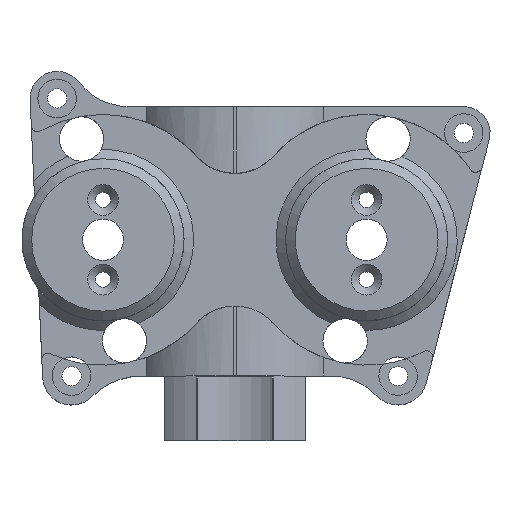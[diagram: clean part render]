
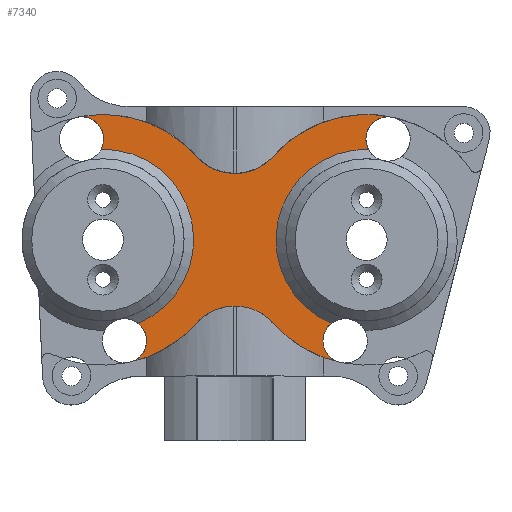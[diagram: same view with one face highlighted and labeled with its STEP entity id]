
A CAD part, top view. The second image highlights one B-rep face of the part: STEP entity #7340.
In plain terms, the highlighted planar face has unit normal (0, 0, 1).
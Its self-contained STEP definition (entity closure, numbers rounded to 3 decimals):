
#869=PLANE('',#7697);
#1241=FACE_OUTER_BOUND('',#1673,.T.);
#1673=EDGE_LOOP('',(#6755,#6756,#6757,#6758,#6759,#6760,#6761,#6762,#6763,
#6764,#6765,#6766,#6767,#6768));
#2766=CIRCLE('',#7542,14.1);
#2767=CIRCLE('',#7544,14.1);
#2774=CIRCLE('',#7568,19.5);
#2780=CIRCLE('',#7575,8.);
#2783=CIRCLE('',#7579,19.5);
#2790=CIRCLE('',#7589,19.5);
#2792=CIRCLE('',#7592,8.);
#2794=CIRCLE('',#7595,19.5);
#2837=CIRCLE('',#7669,3.45);
#2841=CIRCLE('',#7677,3.45);
#2843=CIRCLE('',#7679,3.45);
#2845=CIRCLE('',#7682,3.45);
#2849=CIRCLE('',#7690,3.45);
#2851=CIRCLE('',#7692,3.45);
#3398=VERTEX_POINT('',#13655);
#3399=VERTEX_POINT('',#13664);
#3400=VERTEX_POINT('',#13675);
#3401=VERTEX_POINT('',#13684);
#3446=VERTEX_POINT('',#14275);
#3447=VERTEX_POINT('',#14277);
#3458=VERTEX_POINT('',#14311);
#3463=VERTEX_POINT('',#14332);
#3505=VERTEX_POINT('',#14871);
#3506=VERTEX_POINT('',#14873);
#3508=VERTEX_POINT('',#14879);
#3510=VERTEX_POINT('',#14885);
#3588=VERTEX_POINT('',#15278);
#3592=VERTEX_POINT('',#15299);
#4375=EDGE_CURVE('',#3398,#3399,#2766,.T.);
#4378=EDGE_CURVE('',#3400,#3401,#2767,.T.);
#4452=EDGE_CURVE('',#3447,#3446,#2774,.T.);
#4466=EDGE_CURVE('',#3446,#3458,#2780,.T.);
#4472=EDGE_CURVE('',#3458,#3463,#2783,.T.);
#4531=EDGE_CURVE('',#3506,#3505,#2790,.T.);
#4535=EDGE_CURVE('',#3505,#3508,#2792,.T.);
#4538=EDGE_CURVE('',#3508,#3510,#2794,.T.);
#4655=EDGE_CURVE('',#3400,#3506,#2837,.T.);
#4662=EDGE_CURVE('',#3398,#3588,#2841,.T.);
#4664=EDGE_CURVE('',#3588,#3447,#2843,.T.);
#4667=EDGE_CURVE('',#3463,#3401,#2845,.T.);
#4674=EDGE_CURVE('',#3510,#3592,#2849,.T.);
#4676=EDGE_CURVE('',#3592,#3399,#2851,.T.);
#6755=ORIENTED_EDGE('',*,*,#4375,.F.);
#6756=ORIENTED_EDGE('',*,*,#4662,.T.);
#6757=ORIENTED_EDGE('',*,*,#4664,.T.);
#6758=ORIENTED_EDGE('',*,*,#4452,.T.);
#6759=ORIENTED_EDGE('',*,*,#4466,.T.);
#6760=ORIENTED_EDGE('',*,*,#4472,.T.);
#6761=ORIENTED_EDGE('',*,*,#4667,.T.);
#6762=ORIENTED_EDGE('',*,*,#4378,.F.);
#6763=ORIENTED_EDGE('',*,*,#4655,.T.);
#6764=ORIENTED_EDGE('',*,*,#4531,.T.);
#6765=ORIENTED_EDGE('',*,*,#4535,.T.);
#6766=ORIENTED_EDGE('',*,*,#4538,.T.);
#6767=ORIENTED_EDGE('',*,*,#4674,.T.);
#6768=ORIENTED_EDGE('',*,*,#4676,.T.);
#7340=ADVANCED_FACE('',(#1241),#869,.T.);
#7542=AXIS2_PLACEMENT_3D('',#13665,#8386,#8387);
#7544=AXIS2_PLACEMENT_3D('',#13685,#8390,#8391);
#7568=AXIS2_PLACEMENT_3D('',#14278,#8467,#8468);
#7575=AXIS2_PLACEMENT_3D('',#14313,#8488,#8489);
#7579=AXIS2_PLACEMENT_3D('',#14334,#8498,#8499);
#7589=AXIS2_PLACEMENT_3D('',#14874,#8539,#8540);
#7592=AXIS2_PLACEMENT_3D('',#14881,#8547,#8548);
#7595=AXIS2_PLACEMENT_3D('',#14887,#8554,#8555);
#7669=AXIS2_PLACEMENT_3D('',#15266,#8767,#8768);
#7677=AXIS2_PLACEMENT_3D('',#15280,#8786,#8787);
#7679=AXIS2_PLACEMENT_3D('',#15282,#8790,#8791);
#7682=AXIS2_PLACEMENT_3D('',#15287,#8797,#8798);
#7690=AXIS2_PLACEMENT_3D('',#15301,#8816,#8817);
#7692=AXIS2_PLACEMENT_3D('',#15303,#8820,#8821);
#7697=AXIS2_PLACEMENT_3D('',#15309,#8831,#8832);
#8386=DIRECTION('center_axis',(0.,0.,1.));
#8387=DIRECTION('ref_axis',(-1.,0.,0.));
#8390=DIRECTION('center_axis',(0.,0.,1.));
#8391=DIRECTION('ref_axis',(1.,0.,0.));
#8467=DIRECTION('center_axis',(0.,0.,1.));
#8468=DIRECTION('ref_axis',(1.,0.,0.));
#8488=DIRECTION('center_axis',(0.,0.,-1.));
#8489=DIRECTION('ref_axis',(-0.745,-0.667,0.));
#8498=DIRECTION('center_axis',(0.,0.,1.));
#8499=DIRECTION('ref_axis',(1.,0.,0.));
#8539=DIRECTION('center_axis',(0.,0.,1.));
#8540=DIRECTION('ref_axis',(1.,0.,0.));
#8547=DIRECTION('center_axis',(0.,0.,-1.));
#8548=DIRECTION('ref_axis',(0.745,0.667,0.));
#8554=DIRECTION('center_axis',(0.,0.,1.));
#8555=DIRECTION('ref_axis',(1.,0.,0.));
#8767=DIRECTION('center_axis',(0.,0.,-1.));
#8768=DIRECTION('ref_axis',(1.,0.,0.));
#8786=DIRECTION('center_axis',(0.,0.,-1.));
#8787=DIRECTION('ref_axis',(1.,0.,0.));
#8790=DIRECTION('center_axis',(0.,0.,-1.));
#8791=DIRECTION('ref_axis',(1.,0.,0.));
#8797=DIRECTION('center_axis',(0.,0.,-1.));
#8798=DIRECTION('ref_axis',(1.,0.,0.));
#8816=DIRECTION('center_axis',(0.,0.,-1.));
#8817=DIRECTION('ref_axis',(1.,0.,0.));
#8820=DIRECTION('center_axis',(0.,0.,-1.));
#8821=DIRECTION('ref_axis',(1.,0.,0.));
#8831=DIRECTION('center_axis',(0.,0.,1.));
#8832=DIRECTION('ref_axis',(1.,0.,0.));
#13655=CARTESIAN_POINT('',(20.782,14.097,4.));
#13664=CARTESIAN_POINT('',(15.023,-12.993,4.));
#13665=CARTESIAN_POINT('Origin',(20.5,0.,4.));
#13675=CARTESIAN_POINT('',(-15.023,-12.993,4.));
#13684=CARTESIAN_POINT('',(-20.782,14.097,4.));
#13685=CARTESIAN_POINT('Origin',(-20.5,0.,4.));
#14275=CARTESIAN_POINT('',(5.964,12.998,4.));
#14277=CARTESIAN_POINT('',(24.554,19.074,4.));
#14278=CARTESIAN_POINT('Origin',(20.5,0.,4.));
#14311=CARTESIAN_POINT('',(-5.964,12.998,4.));
#14313=CARTESIAN_POINT('Origin',(0.,18.33,
4.));
#14332=CARTESIAN_POINT('',(-24.554,19.074,4.));
#14334=CARTESIAN_POINT('Origin',(-20.5,0.,4.));
#14871=CARTESIAN_POINT('',(-5.964,-12.998,4.));
#14873=CARTESIAN_POINT('',(-16.446,-19.074,4.));
#14874=CARTESIAN_POINT('Origin',(-20.5,0.,4.));
#14879=CARTESIAN_POINT('',(5.964,-12.998,4.));
#14881=CARTESIAN_POINT('Origin',(0.,-18.33,
4.));
#14885=CARTESIAN_POINT('',(16.446,-19.074,4.));
#14887=CARTESIAN_POINT('Origin',(20.5,0.,4.));
#15266=CARTESIAN_POINT('Origin',(-17.163,-15.699,4.));
#15278=CARTESIAN_POINT('',(20.387,15.699,4.));
#15280=CARTESIAN_POINT('Origin',(23.837,15.699,4.));
#15282=CARTESIAN_POINT('Origin',(23.837,15.699,4.));
#15287=CARTESIAN_POINT('Origin',(-23.837,15.699,4.));
#15299=CARTESIAN_POINT('',(13.713,-15.699,4.));
#15301=CARTESIAN_POINT('Origin',(17.163,-15.699,4.));
#15303=CARTESIAN_POINT('Origin',(17.163,-15.699,4.));
#15309=CARTESIAN_POINT('Origin',(-23.837,15.699,4.));
